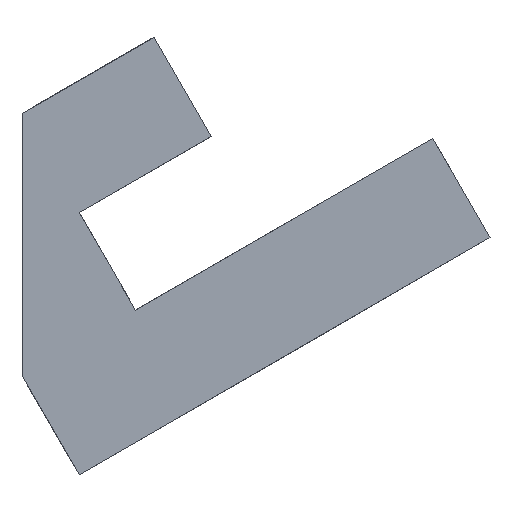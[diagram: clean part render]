
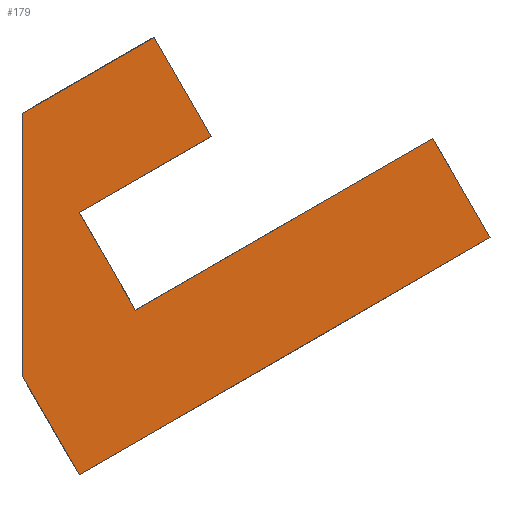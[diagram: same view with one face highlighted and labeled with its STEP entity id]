
A CAD part, left-side view. The second image highlights one B-rep face of the part: STEP entity #179.
In plain terms, the highlighted planar face has unit normal (-1, 0, 0).
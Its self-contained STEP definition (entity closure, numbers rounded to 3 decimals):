
#1 = VECTOR ( 'NONE', #1711, 1000. ) ;
#9 = VERTEX_POINT ( 'NONE', #617 ) ;
#13 = CARTESIAN_POINT ( 'NONE',  ( -8., 58.132, 76.406 ) ) ;
#15 = EDGE_CURVE ( 'NONE', #1463, #9, #322, .T. ) ;
#16 = VERTEX_POINT ( 'NONE', #1497 ) ;
#34 = CARTESIAN_POINT ( 'NONE',  ( -8., 42.08, 68.603 ) ) ;
#49 = VECTOR ( 'NONE', #1264, 1000. ) ;
#82 = VECTOR ( 'NONE', #1482, 1000. ) ;
#92 = ORIENTED_EDGE ( 'NONE', *, *, #272, .T. ) ;
#93 = VECTOR ( 'NONE', #265, 1000. ) ;
#116 = LINE ( 'NONE', #976, #661 ) ;
#123 = AXIS2_PLACEMENT_3D ( 'NONE', #1092, #1229, #501 ) ;
#179 = ADVANCED_FACE ( 'NONE', ( #1358 ), #938, .F. ) ;
#256 = LINE ( 'NONE', #282, #1 ) ;
#265 = DIRECTION ( 'NONE',  ( 0., 0.866, -0.5 ) ) ;
#272 = EDGE_CURVE ( 'NONE', #546, #16, #1573, .T. ) ;
#282 = CARTESIAN_POINT ( 'NONE',  ( -8., 78.623, 81.897 ) ) ;
#298 = EDGE_CURVE ( 'NONE', #546, #1463, #256, .T. ) ;
#307 = DIRECTION ( 'NONE',  ( 0., -0.866, 0.5 ) ) ;
#314 = CARTESIAN_POINT ( 'NONE',  ( -8., 88.443, 24.515 ) ) ;
#322 = LINE ( 'NONE', #13, #339 ) ;
#339 = VECTOR ( 'NONE', #1790, 1000. ) ;
#359 = CARTESIAN_POINT ( 'NONE',  ( -8., 34.58, 55.613 ) ) ;
#363 = CARTESIAN_POINT ( 'NONE',  ( -8., 71.123, 68.906 ) ) ;
#374 = ORIENTED_EDGE ( 'NONE', *, *, #1810, .T. ) ;
#501 = DIRECTION ( 'NONE',  ( 0., 0., -1. ) ) ;
#510 = ORIENTED_EDGE ( 'NONE', *, *, #702, .F. ) ;
#532 = ORIENTED_EDGE ( 'NONE', *, *, #1593, .T. ) ;
#535 = LINE ( 'NONE', #686, #49 ) ;
#537 = CARTESIAN_POINT ( 'NONE',  ( -8., 42.08, 68.603 ) ) ;
#546 = VERTEX_POINT ( 'NONE', #1474 ) ;
#605 = VERTEX_POINT ( 'NONE', #359 ) ;
#617 = CARTESIAN_POINT ( 'NONE',  ( -8., 88.443, 58.906 ) ) ;
#661 = VECTOR ( 'NONE', #1567, 1000. ) ;
#686 = CARTESIAN_POINT ( 'NONE',  ( -8., 73.551, 33.113 ) ) ;
#702 = EDGE_CURVE ( 'NONE', #1359, #605, #1844, .T. ) ;
#762 = CARTESIAN_POINT ( 'NONE',  ( -8., 81.051, 46.103 ) ) ;
#778 = EDGE_LOOP ( 'NONE', ( #1772, #510, #839, #532, #1522, #889, #92, #1756, #374 ) ) ;
#782 = EDGE_CURVE ( 'NONE', #1422, #1359, #1883, .T. ) ;
#839 = ORIENTED_EDGE ( 'NONE', *, *, #782, .F. ) ;
#889 = ORIENTED_EDGE ( 'NONE', *, *, #298, .F. ) ;
#938 = PLANE ( 'NONE',  #123 ) ;
#976 = CARTESIAN_POINT ( 'NONE',  ( -8., 88.443, 24.515 ) ) ;
#1023 = EDGE_CURVE ( 'NONE', #16, #1296, #1399, .T. ) ;
#1046 = VECTOR ( 'NONE', #1551, 1000. ) ;
#1092 = CARTESIAN_POINT ( 'NONE',  ( -8., 81.051, 46.103 ) ) ;
#1171 = VECTOR ( 'NONE', #1723, 1000. ) ;
#1209 = CARTESIAN_POINT ( 'NONE',  ( -8., 95.943, 37.505 ) ) ;
#1229 = DIRECTION ( 'NONE',  ( 1., 0., 0. ) ) ;
#1264 = DIRECTION ( 'NONE',  ( 0., 0.5, 0.866 ) ) ;
#1286 = VERTEX_POINT ( 'NONE', #314 ) ;
#1296 = VERTEX_POINT ( 'NONE', #1630 ) ;
#1358 = FACE_OUTER_BOUND ( 'NONE', #778, .T. ) ;
#1359 = VERTEX_POINT ( 'NONE', #34 ) ;
#1399 = LINE ( 'NONE', #1685, #1171 ) ;
#1422 = VERTEX_POINT ( 'NONE', #1467 ) ;
#1463 = VERTEX_POINT ( 'NONE', #363 ) ;
#1467 = CARTESIAN_POINT ( 'NONE',  ( -8., 81.051, 46.103 ) ) ;
#1474 = CARTESIAN_POINT ( 'NONE',  ( -8., 78.623, 81.897 ) ) ;
#1482 = DIRECTION ( 'NONE',  ( 0., -0.5, -0.866 ) ) ;
#1497 = CARTESIAN_POINT ( 'NONE',  ( -8., 95.943, 71.897 ) ) ;
#1511 = LINE ( 'NONE', #1209, #82 ) ;
#1522 = ORIENTED_EDGE ( 'NONE', *, *, #15, .F. ) ;
#1551 = DIRECTION ( 'NONE',  ( 0., -0.5, -0.866 ) ) ;
#1567 = DIRECTION ( 'NONE',  ( 0., -0.866, 0.5 ) ) ;
#1571 = VECTOR ( 'NONE', #307, 1000. ) ;
#1573 = LINE ( 'NONE', #1848, #93 ) ;
#1593 = EDGE_CURVE ( 'NONE', #1422, #9, #535, .T. ) ;
#1627 = EDGE_CURVE ( 'NONE', #1286, #605, #116, .T. ) ;
#1630 = CARTESIAN_POINT ( 'NONE',  ( -8., 95.943, 37.505 ) ) ;
#1685 = CARTESIAN_POINT ( 'NONE',  ( -8., 95.943, 71.897 ) ) ;
#1711 = DIRECTION ( 'NONE',  ( 0., -0.5, -0.866 ) ) ;
#1723 = DIRECTION ( 'NONE',  ( 0., 0., -1. ) ) ;
#1756 = ORIENTED_EDGE ( 'NONE', *, *, #1023, .T. ) ;
#1772 = ORIENTED_EDGE ( 'NONE', *, *, #1627, .T. ) ;
#1790 = DIRECTION ( 'NONE',  ( 0., 0.866, -0.5 ) ) ;
#1810 = EDGE_CURVE ( 'NONE', #1296, #1286, #1511, .T. ) ;
#1844 = LINE ( 'NONE', #537, #1046 ) ;
#1848 = CARTESIAN_POINT ( 'NONE',  ( -8., 65.632, 89.397 ) ) ;
#1883 = LINE ( 'NONE', #762, #1571 ) ;
